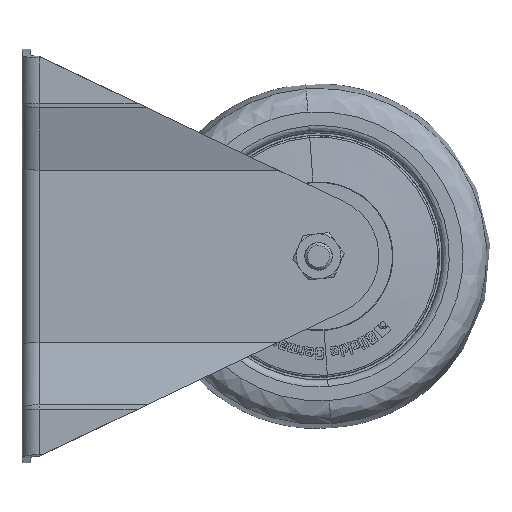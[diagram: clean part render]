
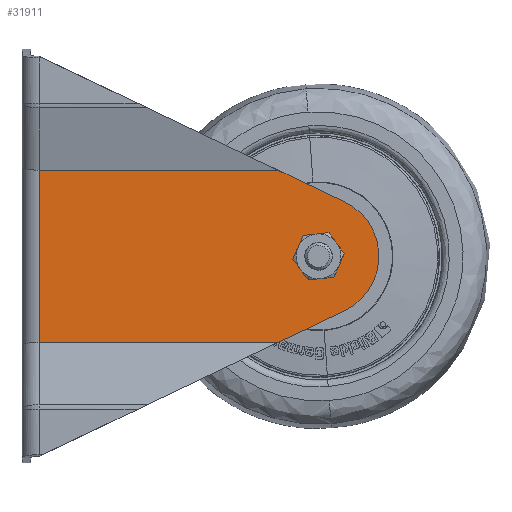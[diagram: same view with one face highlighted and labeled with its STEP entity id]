
A CAD part, left-side view. The second image highlights one B-rep face of the part: STEP entity #31911.
In plain terms, the highlighted face is planar.
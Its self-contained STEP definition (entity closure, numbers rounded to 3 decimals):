
#303 = ORIENTED_EDGE ( 'NONE', *, *, #43798, .F. ) ;
#948 = VERTEX_POINT ( 'NONE', #41934 ) ;
#2468 = DIRECTION ( 'NONE',  ( 0., -1., 0. ) ) ;
#2638 = DIRECTION ( 'NONE',  ( 0., -1., 0. ) ) ;
#2677 = CARTESIAN_POINT ( 'NONE',  ( -1.289, -21., 129.386 ) ) ;
#3021 = LINE ( 'NONE', #29898, #46233 ) ;
#3047 = EDGE_CURVE ( 'NONE', #39839, #13805, #7825, .T. ) ;
#4029 = VECTOR ( 'NONE', #8701, 1000. ) ;
#4548 = AXIS2_PLACEMENT_3D ( 'NONE', #24908, #2468, #28674 ) ;
#4944 = CARTESIAN_POINT ( 'NONE',  ( 25., -21., 5. ) ) ;
#6189 = CARTESIAN_POINT ( 'NONE',  ( 0., -21., 130. ) ) ;
#6398 = DIRECTION ( 'NONE',  ( -0.43, 0., 0.903 ) ) ;
#6865 = CARTESIAN_POINT ( 'NONE',  ( 1.289, -21., 129.386 ) ) ;
#7628 = EDGE_CURVE ( 'NONE', #21075, #39839, #43610, .T. ) ;
#7825 = CIRCLE ( 'NONE', #4548, 17.5 ) ;
#8701 = DIRECTION ( 'NONE',  ( 1., 0., 0. ) ) ;
#9785 = EDGE_CURVE ( 'NONE', #37810, #12759, #22525, .T. ) ;
#10272 = CARTESIAN_POINT ( 'NONE',  ( 0., -21., 81.75 ) ) ;
#10522 = ORIENTED_EDGE ( 'NONE', *, *, #38779, .F. ) ;
#11970 = CARTESIAN_POINT ( 'NONE',  ( 0., -21., 86. ) ) ;
#12114 = ORIENTED_EDGE ( 'NONE', *, *, #3047, .T. ) ;
#12759 = VERTEX_POINT ( 'NONE', #41606 ) ;
#13805 = VERTEX_POINT ( 'NONE', #25857 ) ;
#14122 = ORIENTED_EDGE ( 'NONE', *, *, #9785, .F. ) ;
#14277 = DIRECTION ( 'NONE',  ( 0., -1., 0. ) ) ;
#15717 = DIRECTION ( 'NONE',  ( 1., 0., 0. ) ) ;
#16965 = ORIENTED_EDGE ( 'NONE', *, *, #7628, .T. ) ;
#17104 = CARTESIAN_POINT ( 'NONE',  ( -25., -21., 130. ) ) ;
#17418 = DIRECTION ( 'NONE',  ( 0., 0., -1. ) ) ;
#20161 = VERTEX_POINT ( 'NONE', #45664 ) ;
#21075 = VERTEX_POINT ( 'NONE', #42037 ) ;
#21739 = EDGE_CURVE ( 'NONE', #21075, #20161, #3021, .T. ) ;
#22525 = CIRCLE ( 'NONE', #28537, 4.25 ) ;
#24430 = CIRCLE ( 'NONE', #32087, 4.25 ) ;
#24908 = CARTESIAN_POINT ( 'NONE',  ( 0., -21., 86. ) ) ;
#25067 = PLANE ( 'NONE',  #30240 ) ;
#25395 = CARTESIAN_POINT ( 'NONE',  ( -25., -21., 74.217 ) ) ;
#25857 = CARTESIAN_POINT ( 'NONE',  ( -15.798, -21., 93.528 ) ) ;
#26345 = LINE ( 'NONE', #17104, #35101 ) ;
#27383 = EDGE_LOOP ( 'NONE', ( #10522, #14122 ) ) ;
#28264 = ORIENTED_EDGE ( 'NONE', *, *, #21739, .F. ) ;
#28274 = CARTESIAN_POINT ( 'NONE',  ( 15.798, -21., 93.528 ) ) ;
#28537 = AXIS2_PLACEMENT_3D ( 'NONE', #36688, #14277, #40469 ) ;
#28674 = DIRECTION ( 'NONE',  ( 1., 0., 0. ) ) ;
#28783 = ORIENTED_EDGE ( 'NONE', *, *, #36993, .T. ) ;
#28834 = DIRECTION ( 'NONE',  ( 1., 0., 0. ) ) ;
#29241 = EDGE_LOOP ( 'NONE', ( #16965, #12114, #303, #31707, #28783, #28264 ) ) ;
#29361 = DIRECTION ( 'NONE',  ( 0.43, 0., 0.903 ) ) ;
#29898 = CARTESIAN_POINT ( 'NONE',  ( 25., -21., 130. ) ) ;
#30240 = AXIS2_PLACEMENT_3D ( 'NONE', #6189, #2638, #28834 ) ;
#31707 = ORIENTED_EDGE ( 'NONE', *, *, #36639, .T. ) ;
#31911 = ADVANCED_FACE ( 'NONE', ( #46641, #36730 ), #25067, .T. ) ;
#32087 = AXIS2_PLACEMENT_3D ( 'NONE', #11970, #38145, #15717 ) ;
#32714 = LINE ( 'NONE', #4944, #4029 ) ;
#33709 = VECTOR ( 'NONE', #6398, 1000. ) ;
#35101 = VECTOR ( 'NONE', #35922, 1000. ) ;
#35577 = LINE ( 'NONE', #6865, #45443 ) ;
#35922 = DIRECTION ( 'NONE',  ( 0., 0., -1. ) ) ;
#36639 = EDGE_CURVE ( 'NONE', #44122, #948, #26345, .T. ) ;
#36688 = CARTESIAN_POINT ( 'NONE',  ( 0., -21., 86. ) ) ;
#36730 = FACE_OUTER_BOUND ( 'NONE', #29241, .T. ) ;
#36993 = EDGE_CURVE ( 'NONE', #948, #20161, #32714, .T. ) ;
#37810 = VERTEX_POINT ( 'NONE', #10272 ) ;
#38145 = DIRECTION ( 'NONE',  ( 0., -1., 0. ) ) ;
#38779 = EDGE_CURVE ( 'NONE', #12759, #37810, #24430, .T. ) ;
#39839 = VERTEX_POINT ( 'NONE', #28274 ) ;
#40469 = DIRECTION ( 'NONE',  ( 1., 0., 0. ) ) ;
#41606 = CARTESIAN_POINT ( 'NONE',  ( 0., -21., 90.25 ) ) ;
#41934 = CARTESIAN_POINT ( 'NONE',  ( -25., -21., 5. ) ) ;
#42037 = CARTESIAN_POINT ( 'NONE',  ( 25., -21., 74.217 ) ) ;
#43610 = LINE ( 'NONE', #2677, #33709 ) ;
#43798 = EDGE_CURVE ( 'NONE', #44122, #13805, #35577, .T. ) ;
#44122 = VERTEX_POINT ( 'NONE', #25395 ) ;
#45443 = VECTOR ( 'NONE', #29361, 1000. ) ;
#45664 = CARTESIAN_POINT ( 'NONE',  ( 25., -21., 5. ) ) ;
#46233 = VECTOR ( 'NONE', #17418, 1000. ) ;
#46641 = FACE_BOUND ( 'NONE', #27383, .T. ) ;
